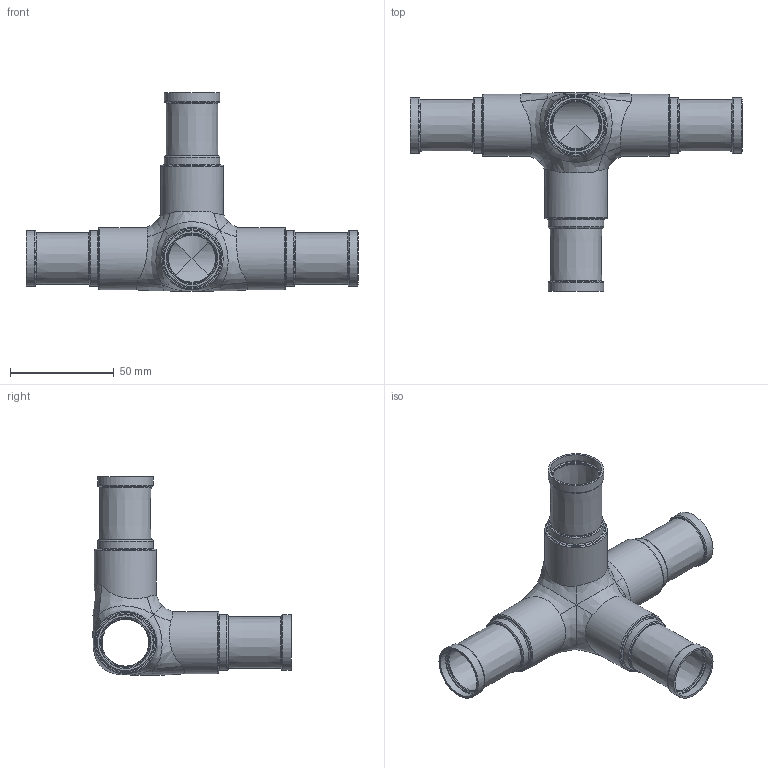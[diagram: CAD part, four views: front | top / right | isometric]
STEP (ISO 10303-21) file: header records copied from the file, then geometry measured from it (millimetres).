
FILE_DESCRIPTION(/* description */ (''),/* implementation_level */ '2;1');
FILE_NAME(/* name */ 'JSM-02 v2.step',/* time_stamp */ '2024-06-20T12:57:56+05:30',/* author */ (''),/* organization */ (''),/* preprocessor_version */ 'ST-DEVELOPER v20',/* originating_system */ 'Autodesk Translation Framework v13.14.0.145',/* authorisation */ '');
FILE_SCHEMA (('AUTOMOTIVE_DESIGN { 1 0 10303 214 3 1 1 }'));
Length unit declared in the file: millimetre
Products named in the file (1): JSM-02
Bounding box: 160 x 95.73 x 95.73 mm (x, y, z)
Volume: 29221.1 mm3; surface area: 49237.1 mm2
Topology: 1 solids, 1 shells, 158 faces, 334 edges, 192 vertices
Faces by surface type: torus 48, cylinder 37, cone 36, plane 20, bspline 17
Full cylindrical faces by diameter (mm): 24.8 x4, 26.8 x4, 28 x4, 30 x4
Entity records: 7703 total; most frequent: CARTESIAN_POINT 4345, DIRECTION 730, ORIENTED_EDGE 668, AXIS2_PLACEMENT_3D 339, EDGE_CURVE 334, VERTEX_POINT 192, EDGE_LOOP 178, CIRCLE 164
